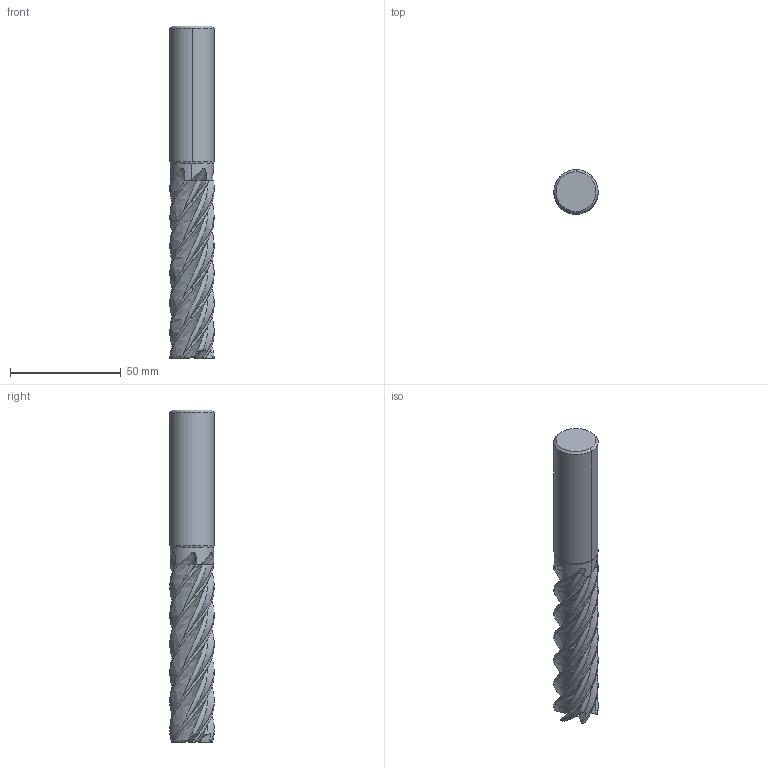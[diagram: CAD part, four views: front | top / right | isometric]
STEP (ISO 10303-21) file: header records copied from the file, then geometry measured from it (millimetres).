
FILE_DESCRIPTION(('no description'),'unknown implementation level');
FILE_NAME('EXN1-M04-0043-20-Detail.stp',' ',('CIMSOURCE GmbH'),('CADClick - KiM GmbH - www.kimweb.de'),'unknown preprocess','ACIS','unknown authorization');
FILE_SCHEMA(('automotive_design'));
Length unit declared in the file: millimetre
Products named in the file (2): NOCUT; CUT
Bounding box: 20 x 20 x 150 mm (x, y, z)
Volume: 36160.9 mm3; surface area: 16831.5 mm2
Topology: 2 solids, 2 shells, 186 faces, 518 edges, 334 vertices
Faces by surface type: plane 86, bspline 48, cone 26, revolution 18, cylinder 8
Entity records: 37569 total; most frequent: CARTESIAN_POINT 27494, STYLED_ITEM 1040, PRESENTATION_STYLE_ASSIGNMENT 1040, COLOUR_RGB 1040, ORIENTED_EDGE 1036, DIRECTION 702, EDGE_CURVE 518, CURVE_STYLE 518
